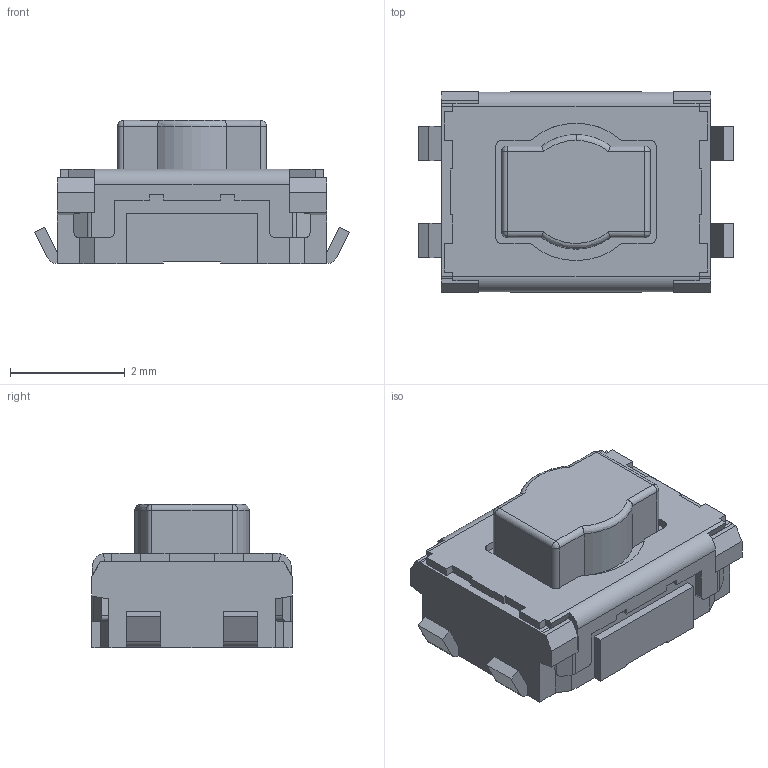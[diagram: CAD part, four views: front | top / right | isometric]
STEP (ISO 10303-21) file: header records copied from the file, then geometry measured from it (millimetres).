
FILE_DESCRIPTION(('STEP AP242'),'1');
FILE_NAME('evqp2202w.stp','2022-04-27T14:02:44',('TraceParts'),('TraceParts S.A.'),'Spatial InterOp 3D',' ',' ');
FILE_SCHEMA(('AP242_MANAGED_MODEL_BASED_3D_ENGINEERING_MIM_LF {1 0 10303 442 1 1 4}'));
Length unit declared in the file: millimetre
Products named in the file (1): evqp2202w_1
Bounding box: 5.5 x 3.5 x 2.5 mm (x, y, z)
Volume: 29.5 mm3; surface area: 77.7 mm2
Topology: 3 solids, 3 shells, 252 faces, 701 edges, 454 vertices
Faces by surface type: plane 197, cylinder 48, bspline 7
Entity records: 8053 total; most frequent: CARTESIAN_POINT 1568, ORIENTED_EDGE 1394, DIRECTION 1280, EDGE_CURVE 697, LINE 588, VECTOR 588, VERTEX_POINT 454, AXIS2_PLACEMENT_3D 346
